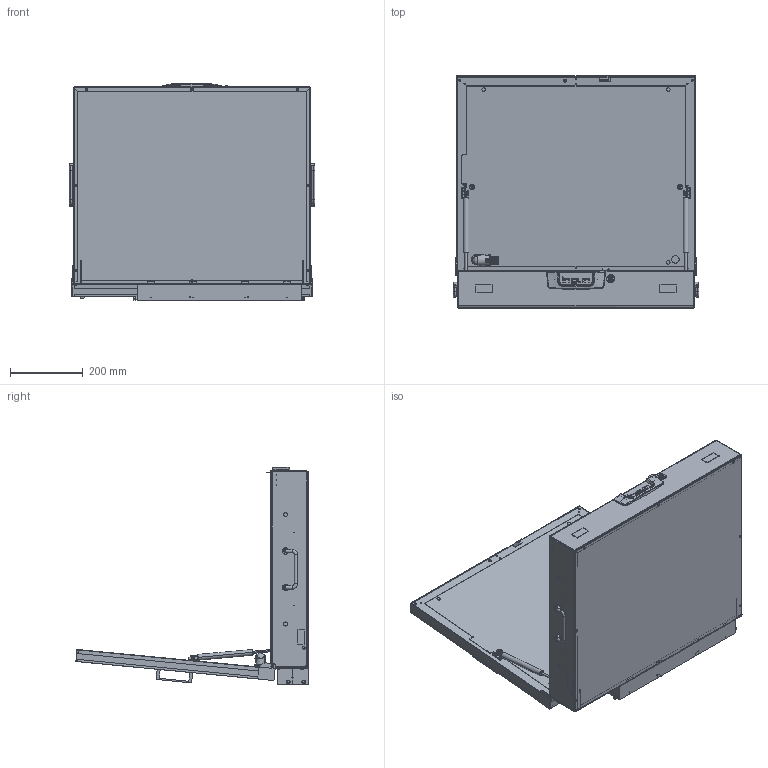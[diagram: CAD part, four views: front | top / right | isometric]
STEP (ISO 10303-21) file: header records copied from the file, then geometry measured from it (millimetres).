
FILE_DESCRIPTION (( 'STEP AP214' ), '1' );
FILE_NAME ('INGUN_114672_open.STEP', '2024-02-07T08:40:22', ( '' ), ( '' ), 'SwSTEP 2.0', 'SolidWorks 2021', '' );
FILE_SCHEMA (( 'AUTOMOTIVE_DESIGN' ));
Length unit declared in the file: millimetre
Products named in the file (50): 113675~0_S; 113760~1_S; 113757~3_KUNDE<S>; 114364~0_S; DIN7~n_04,0m6x006; INGUN_114672_open; 8078_1~0; 112026~0_Mitte<S>; 111995~2_S; 49317~0; DIN912~n_M04,0x040; 107216_einteilig~2_KUNDE<S>; 113714~0; ISO7380~n_M04,0x008; 114196~0; 32171~0_S; DIN912~n_M04,0x012; 113758~1_S; 115289~0_S; 8078~0_flexibel <Standard>; 115768~0_S; 113713~0_S; 112992~2_S; 113701~0_S; 1607~1; 112025~2_S; 112087~2_S; Gewindebuchse~n_M04-07,5 offen; 22745~1_S; 107216~2_KUNDE<S>; 112024~0_S; 112176~0_S; 11655~0; DIN985-A2~n_M04,0; DIN7991~n_M03,0x006; ISO7380~n_M04,0x012; DIN125~n_04,3 M04,0; 19420~3; 113759~1_S; 8078_2~0 ...
Assembly tree (87 placements, depth 5):
  INGUN_114672_open
    113700~0_S
      113701~0_S
      32171~0_S
      112992~2_S  x2
      49317~0  x2
      114196~0  x2
        114196_001~0
        114196_002~0
        114196_003~0
        114196_004~0_S
      DIN912~n_M04,0x012
      112024~0_S
      112025~2_S
      DIN125~n_04,3 M04,0
      DIN985-A2~n_M04,0
      112026~0_Mitte<S>
      ISO7380~n_M03,0x005
      114364~0_S
    113757~3_KUNDE<S>
      115768~0_S
        113758~1_S
        Gewindebuchse~n_M04-07,5 offen  x4
      113759~1_S
      113760~1_S
      107216~2_KUNDE<S>
        107216_einteilig~2_KUNDE<S>
      1607~1  x2
      ISO7380~n_M04,0x012  x4
      112176~0_S  x2
        112087~2_S
          111995~2_S
          115289~0_S
        49317~0
      19420~3
      11657~0
      11655~0
      DIN7~n_04,0m6x006
    8078~0_ausgefahren<Standard>
      8078_1~0
      8078_2~0
    8078~0_flexibel <Standard>
      8078_1~0
      8078_2~0
    113713~0_S
      113714~0
      DIN7991~n_M03,0x006  x8
    113675~0_S
      113697~0
      DIN125~n_04,3 M04,0  x4
      ISO7380~n_M04,0x008  x4
    113436~0_S
      22745~1_S
      DIN912~n_M04,0x040  x8
Bounding box: 674 x 637.21 x 596.35 mm (x, y, z)
Volume: 7714681.8 mm3; surface area: 3383840.8 mm2
Topology: 88 solids, 96 shells, 4215 faces, 10513 edges, 6764 vertices
Faces by surface type: plane 1816, cylinder 1792, cone 307, bspline 204, torus 92, sphere 4
Entity records: 105623 total; most frequent: CARTESIAN_POINT 34441, DIRECTION 14412, ORIENTED_EDGE 13980, EDGE_CURVE 6990, AXIS2_PLACEMENT_3D 5327, VERTEX_POINT 4510, LINE 3758, VECTOR 3758
